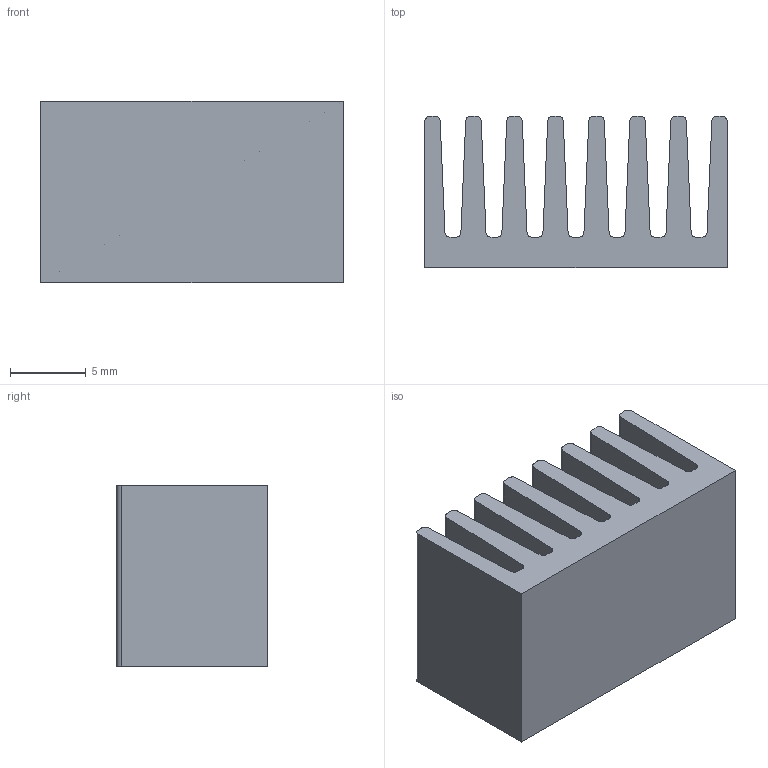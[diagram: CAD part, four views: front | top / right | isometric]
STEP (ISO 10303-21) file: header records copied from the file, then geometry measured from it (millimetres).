
FILE_DESCRIPTION (( 'STEP AP214' ), '1' );
FILE_NAME('Heat Sink Extrusion [20 x 10].STEP', '2021-05-27T15:44:08', 'Stefan Hamminga', '', '', '', '');
FILE_SCHEMA (( 'AUTOMOTIVE_DESIGN' ));
Length unit declared in the file: millimetre
Products named in the file (1): Heat Sink Extrusion [20 x 10]
Bounding box: 20 x 10 x 12 mm (x, y, z)
Volume: 1478.8 mm3; surface area: 2207.4 mm2
Topology: 1 solids, 1 shells, 64 faces, 186 edges, 124 vertices
Faces by surface type: plane 34, cylinder 30
Entity records: 2164 total; most frequent: DIRECTION 376, CARTESIAN_POINT 375, ORIENTED_EDGE 372, EDGE_CURVE 186, LINE 126, VECTOR 126, AXIS2_PLACEMENT_3D 125, VERTEX_POINT 124
